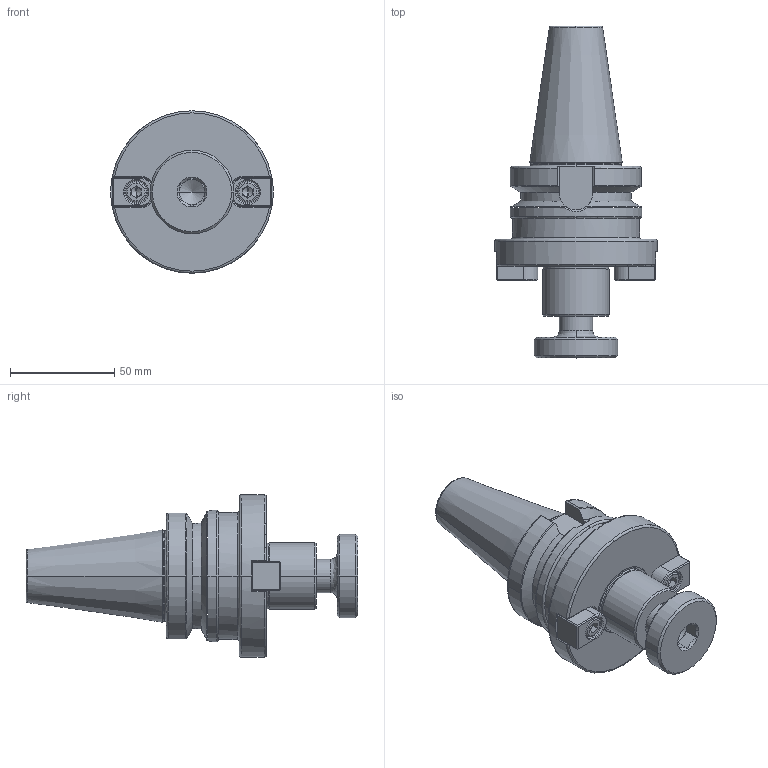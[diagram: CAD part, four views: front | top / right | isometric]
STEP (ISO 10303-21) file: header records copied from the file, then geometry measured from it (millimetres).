
FILE_DESCRIPTION (( 'STEP AP203' ), '1' );
FILE_NAME ('BT40-FMB32-50.STEP', '2021-01-11T02:18:28', ( '微软用户' ), ( '微软中国' ), 'SwSTEP 2.0', 'SolidWorks 2016', '' );
FILE_SCHEMA (( 'CONFIG_CONTROL_DESIGN' ));
Length unit declared in the file: millimetre
Products named in the file (5): BT40-FMB32-50; FMB32圉埴瑩; FMB32-M16内六角大圆柱头紧固螺钉; hexagon socket head cap screws gb_GB_FASTENER_SCREWS_HSHCS M6X12-N
Assembly tree (6 placements, depth 2):
  BT40-FMB32-50
    BT40-FMB32-50
    FMB32圉埴瑩  x2
    FMB32-M16内六角大圆柱头紧固螺钉
    hexagon socket head cap screws gb_GB_FASTENER_SCREWS_HSHCS M6X12-N  x2
Bounding box: 78 x 159.4 x 78 mm (x, y, z)
Volume: 241775.3 mm3; surface area: 46117 mm2
Topology: 6 solids, 6 shells, 282 faces, 664 edges, 395 vertices
Faces by surface type: plane 118, cone 63, cylinder 57, bspline 32, torus 12
Entity records: 9581 total; most frequent: CARTESIAN_POINT 3876, ORIENTED_EDGE 1076, DIRECTION 1072, EDGE_CURVE 538, AXIS2_PLACEMENT_3D 415, VERTEX_POINT 330, EDGE_LOOP 244, VECTOR 242
